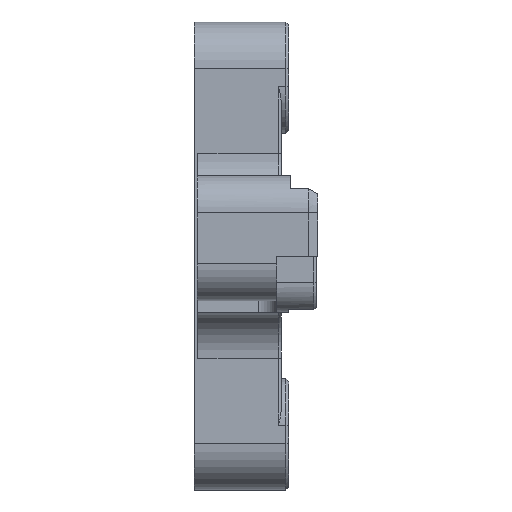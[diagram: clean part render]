
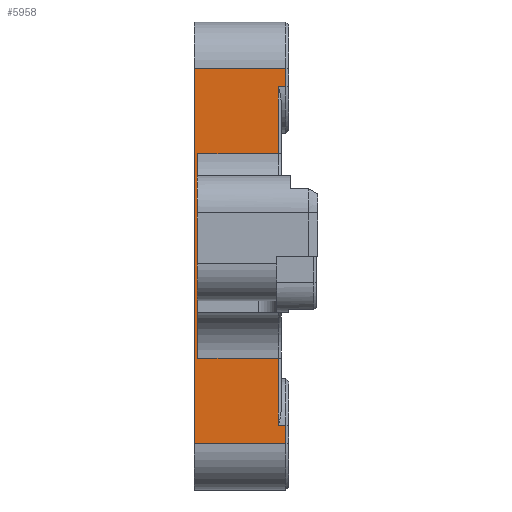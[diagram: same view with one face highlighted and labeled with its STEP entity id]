
A CAD part, left-side view. The second image highlights one B-rep face of the part: STEP entity #5958.
In plain terms, the highlighted planar face has unit normal (-1, 0, 0).
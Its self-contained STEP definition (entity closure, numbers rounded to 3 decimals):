
#31 = DIRECTION ( 'NONE',  ( 0., 1., 0. ) ) ;
#32 = FACE_OUTER_BOUND ( 'NONE', #14086, .T. ) ;
#147 = AXIS2_PLACEMENT_3D ( 'NONE', #15043, #12909, #14821 ) ;
#872 = CARTESIAN_POINT ( 'NONE',  ( 0., 0., -14.2 ) ) ;
#1529 = CARTESIAN_POINT ( 'NONE',  ( 0., 0., -5. ) ) ;
#1727 = LINE ( 'NONE', #9049, #15935 ) ;
#1806 = ORIENTED_EDGE ( 'NONE', *, *, #9727, .F. ) ;
#2124 = VECTOR ( 'NONE', #2346, 1000. ) ;
#2346 = DIRECTION ( 'NONE',  ( 0., 0., 1. ) ) ;
#2376 = CARTESIAN_POINT ( 'NONE',  ( 0., -9.9, 26.3 ) ) ;
#2406 = LINE ( 'NONE', #19017, #10514 ) ;
#2658 = CARTESIAN_POINT ( 'NONE',  ( 0., -9.9, -12.2 ) ) ;
#2913 = CARTESIAN_POINT ( 'NONE',  ( 0., -9.1, -12.2 ) ) ;
#3046 = DIRECTION ( 'NONE',  ( 0., -1., 0. ) ) ;
#3298 = EDGE_CURVE ( 'NONE', #6571, #20266, #5085, .T. ) ;
#3535 = VECTOR ( 'NONE', #31, 1000. ) ;
#3686 = CARTESIAN_POINT ( 'NONE',  ( 0., 0., 26.3 ) ) ;
#3691 = CARTESIAN_POINT ( 'NONE',  ( 0., -0.4, -5. ) ) ;
#4004 = VECTOR ( 'NONE', #3046, 1000. ) ;
#4324 = CARTESIAN_POINT ( 'NONE',  ( 0., -0.4, -9.6 ) ) ;
#4365 = LINE ( 'NONE', #7949, #18478 ) ;
#4969 = VECTOR ( 'NONE', #18473, 1000. ) ;
#5085 = LINE ( 'NONE', #10742, #3535 ) ;
#5371 = LINE ( 'NONE', #18376, #17530 ) ;
#5398 = VERTEX_POINT ( 'NONE', #21381 ) ;
#5956 = CARTESIAN_POINT ( 'NONE',  ( 0., -9.1, 12.1 ) ) ;
#5958 = ADVANCED_FACE ( 'NONE', ( #32 ), #7350, .F. ) ;
#6571 = VERTEX_POINT ( 'NONE', #21158 ) ;
#6595 = EDGE_CURVE ( 'NONE', #21954, #23623, #21653, .T. ) ;
#7230 = ORIENTED_EDGE ( 'NONE', *, *, #11488, .T. ) ;
#7233 = DIRECTION ( 'NONE',  ( 0., 0., 1. ) ) ;
#7350 = PLANE ( 'NONE',  #147 ) ;
#7949 = CARTESIAN_POINT ( 'NONE',  ( 0., -9.9, 12.1 ) ) ;
#8073 = EDGE_CURVE ( 'NONE', #15688, #16525, #13998, .T. ) ;
#8186 = DIRECTION ( 'NONE',  ( 0., 0., 1. ) ) ;
#8710 = ORIENTED_EDGE ( 'NONE', *, *, #16587, .T. ) ;
#8811 = CARTESIAN_POINT ( 'NONE',  ( 0., 0., -14.2 ) ) ;
#8871 = CARTESIAN_POINT ( 'NONE',  ( 0., -9.1, -5. ) ) ;
#8967 = LINE ( 'NONE', #1529, #4969 ) ;
#9049 = CARTESIAN_POINT ( 'NONE',  ( 0., -9.9, -12.2 ) ) ;
#9686 = EDGE_CURVE ( 'NONE', #10983, #16817, #8967, .T. ) ;
#9727 = EDGE_CURVE ( 'NONE', #12001, #11172, #10898, .T. ) ;
#9887 = DIRECTION ( 'NONE',  ( 0., 0., 1. ) ) ;
#10002 = LINE ( 'NONE', #872, #16174 ) ;
#10036 = ORIENTED_EDGE ( 'NONE', *, *, #9686, .T. ) ;
#10316 = ORIENTED_EDGE ( 'NONE', *, *, #6595, .T. ) ;
#10514 = VECTOR ( 'NONE', #17198, 1000. ) ;
#10742 = CARTESIAN_POINT ( 'NONE',  ( 0., -10.2, 24.3 ) ) ;
#10898 = LINE ( 'NONE', #3686, #22654 ) ;
#10983 = VERTEX_POINT ( 'NONE', #8871 ) ;
#11022 = DIRECTION ( 'NONE',  ( 0., -1., 0. ) ) ;
#11172 = VERTEX_POINT ( 'NONE', #2376 ) ;
#11324 = ORIENTED_EDGE ( 'NONE', *, *, #12548, .T. ) ;
#11488 = EDGE_CURVE ( 'NONE', #11692, #20266, #20401, .T. ) ;
#11518 = ORIENTED_EDGE ( 'NONE', *, *, #19320, .T. ) ;
#11692 = VERTEX_POINT ( 'NONE', #21477 ) ;
#12001 = VERTEX_POINT ( 'NONE', #20845 ) ;
#12184 = CARTESIAN_POINT ( 'NONE',  ( 0., 0., -14.2 ) ) ;
#12548 = EDGE_CURVE ( 'NONE', #5398, #11692, #5371, .T. ) ;
#12837 = VECTOR ( 'NONE', #12854, 1000. ) ;
#12854 = DIRECTION ( 'NONE',  ( 0., 1., 0. ) ) ;
#12909 = DIRECTION ( 'NONE',  ( 1., 0., 0. ) ) ;
#13998 = LINE ( 'NONE', #12184, #4004 ) ;
#14086 = EDGE_LOOP ( 'NONE', ( #10316, #18456, #10036, #19796, #11324, #7230, #15244, #11518, #1806, #22150, #19075, #8710 ) ) ;
#14631 = DIRECTION ( 'NONE',  ( 0., -1., 0. ) ) ;
#14821 = DIRECTION ( 'NONE',  ( 0., 0., -1. ) ) ;
#15043 = CARTESIAN_POINT ( 'NONE',  ( 0., 0., 12.1 ) ) ;
#15244 = ORIENTED_EDGE ( 'NONE', *, *, #3298, .F. ) ;
#15688 = VERTEX_POINT ( 'NONE', #8811 ) ;
#15935 = VECTOR ( 'NONE', #7233, 1000. ) ;
#16031 = CARTESIAN_POINT ( 'NONE',  ( 0., -9.9, -14.2 ) ) ;
#16174 = VECTOR ( 'NONE', #8186, 1000. ) ;
#16525 = VERTEX_POINT ( 'NONE', #16031 ) ;
#16587 = EDGE_CURVE ( 'NONE', #16525, #21954, #1727, .T. ) ;
#16817 = VERTEX_POINT ( 'NONE', #3691 ) ;
#16883 = CARTESIAN_POINT ( 'NONE',  ( 0., -9.1, 24.3 ) ) ;
#17198 = DIRECTION ( 'NONE',  ( 0., 0., 1. ) ) ;
#17221 = EDGE_CURVE ( 'NONE', #23623, #10983, #2406, .T. ) ;
#17530 = VECTOR ( 'NONE', #14631, 1000. ) ;
#18376 = CARTESIAN_POINT ( 'NONE',  ( 0., -9.4, 17.1 ) ) ;
#18456 = ORIENTED_EDGE ( 'NONE', *, *, #17221, .T. ) ;
#18473 = DIRECTION ( 'NONE',  ( 0., 1., 0. ) ) ;
#18478 = VECTOR ( 'NONE', #9887, 1000. ) ;
#18886 = VECTOR ( 'NONE', #21165, 1000. ) ;
#19017 = CARTESIAN_POINT ( 'NONE',  ( 0., -9.1, 12.1 ) ) ;
#19075 = ORIENTED_EDGE ( 'NONE', *, *, #8073, .T. ) ;
#19229 = CARTESIAN_POINT ( 'NONE',  ( 0., -10.2, -12.2 ) ) ;
#19320 = EDGE_CURVE ( 'NONE', #6571, #11172, #4365, .T. ) ;
#19409 = EDGE_CURVE ( 'NONE', #15688, #12001, #10002, .T. ) ;
#19551 = EDGE_CURVE ( 'NONE', #5398, #16817, #22524, .T. ) ;
#19796 = ORIENTED_EDGE ( 'NONE', *, *, #19551, .F. ) ;
#20266 = VERTEX_POINT ( 'NONE', #16883 ) ;
#20401 = LINE ( 'NONE', #5956, #2124 ) ;
#20845 = CARTESIAN_POINT ( 'NONE',  ( 0., 0., 26.3 ) ) ;
#21158 = CARTESIAN_POINT ( 'NONE',  ( 0., -9.9, 24.3 ) ) ;
#21165 = DIRECTION ( 'NONE',  ( 0., 0., -1. ) ) ;
#21381 = CARTESIAN_POINT ( 'NONE',  ( 0., -0.4, 17.1 ) ) ;
#21477 = CARTESIAN_POINT ( 'NONE',  ( 0., -9.1, 17.1 ) ) ;
#21653 = LINE ( 'NONE', #19229, #12837 ) ;
#21954 = VERTEX_POINT ( 'NONE', #2658 ) ;
#22150 = ORIENTED_EDGE ( 'NONE', *, *, #19409, .F. ) ;
#22524 = LINE ( 'NONE', #4324, #18886 ) ;
#22654 = VECTOR ( 'NONE', #11022, 1000. ) ;
#23623 = VERTEX_POINT ( 'NONE', #2913 ) ;
